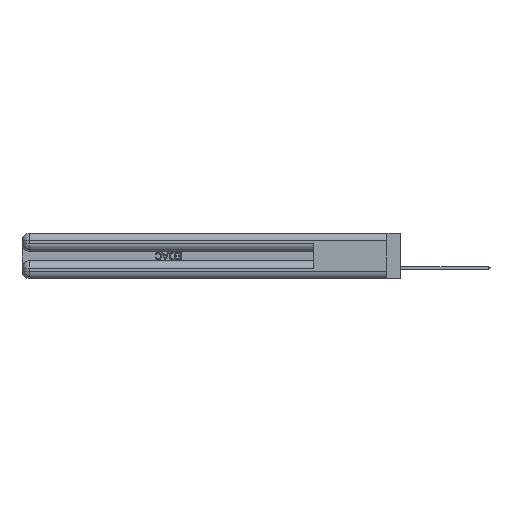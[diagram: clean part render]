
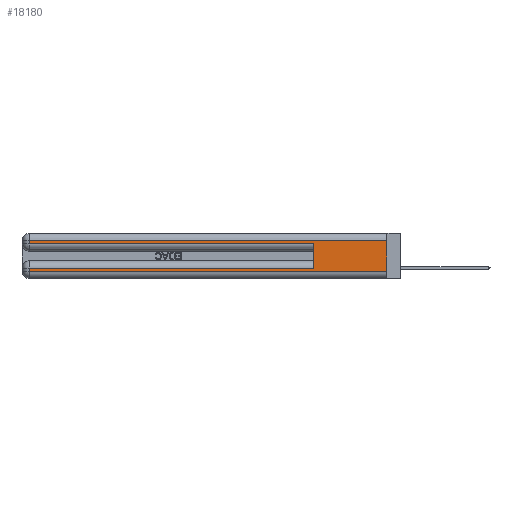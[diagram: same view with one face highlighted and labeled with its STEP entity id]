
A CAD part, left-side view. The second image highlights one B-rep face of the part: STEP entity #18180.
In plain terms, the highlighted planar face has unit normal (-1, 0, 0).
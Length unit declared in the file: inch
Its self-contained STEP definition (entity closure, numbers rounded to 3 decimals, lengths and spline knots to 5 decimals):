
#227 = CARTESIAN_POINT ( 'NONE',  ( 0., 0.6, 0.285 ) ) ;
#357 = VERTEX_POINT ( 'NONE', #40169 ) ;
#549 = ORIENTED_EDGE ( 'NONE', *, *, #13324, .T. ) ;
#637 = ORIENTED_EDGE ( 'NONE', *, *, #37176, .F. ) ;
#3390 = EDGE_LOOP ( 'NONE', ( #36338, #18211, #16814, #23997, #637, #40603, #40348, #549 ) ) ;
#4901 = VECTOR ( 'NONE', #16270, 39.37008 ) ;
#5710 = DIRECTION ( 'NONE',  ( 0., -1., 0. ) ) ;
#6668 = LINE ( 'NONE', #43611, #8936 ) ;
#7694 = VECTOR ( 'NONE', #5710, 39.37008 ) ;
#8936 = VECTOR ( 'NONE', #40317, 39.37008 ) ;
#9119 = VERTEX_POINT ( 'NONE', #13925 ) ;
#9951 = LINE ( 'NONE', #27483, #35369 ) ;
#10475 = DIRECTION ( 'NONE',  ( 0., 1., 0. ) ) ;
#10530 = DIRECTION ( 'NONE',  ( 0., 0., -1. ) ) ;
#10652 = LINE ( 'NONE', #34552, #4901 ) ;
#10968 = VERTEX_POINT ( 'NONE', #34615 ) ;
#12234 = PLANE ( 'NONE',  #36594 ) ;
#12552 = CARTESIAN_POINT ( 'NONE',  ( 0., 0.6, 0.145 ) ) ;
#13324 = EDGE_CURVE ( 'NONE', #357, #10968, #6668, .T. ) ;
#13925 = CARTESIAN_POINT ( 'NONE',  ( 0., 2.94, 0.31 ) ) ;
#14810 = EDGE_CURVE ( 'NONE', #38931, #9119, #9951, .T. ) ;
#16270 = DIRECTION ( 'NONE',  ( 0., 0., -1. ) ) ;
#16340 = DIRECTION ( 'NONE',  ( 0., 1., 0. ) ) ;
#16780 = DIRECTION ( 'NONE',  ( 1., 0., 0. ) ) ;
#16814 = ORIENTED_EDGE ( 'NONE', *, *, #46515, .T. ) ;
#18180 = ADVANCED_FACE ( 'NONE', ( #20080 ), #12234, .F. ) ;
#18211 = ORIENTED_EDGE ( 'NONE', *, *, #14810, .T. ) ;
#18962 = LINE ( 'NONE', #37583, #20735 ) ;
#20080 = FACE_OUTER_BOUND ( 'NONE', #3390, .T. ) ;
#20387 = CARTESIAN_POINT ( 'NONE',  ( 0., 0., 0.31 ) ) ;
#20735 = VECTOR ( 'NONE', #34701, 39.37008 ) ;
#21308 = LINE ( 'NONE', #12552, #46851 ) ;
#22003 = CARTESIAN_POINT ( 'NONE',  ( 0., 0.6, 0.085 ) ) ;
#23289 = VERTEX_POINT ( 'NONE', #26316 ) ;
#23997 = ORIENTED_EDGE ( 'NONE', *, *, #27486, .T. ) ;
#25531 = CARTESIAN_POINT ( 'NONE',  ( 0., 2.94, 0.37 ) ) ;
#26316 = CARTESIAN_POINT ( 'NONE',  ( 0., 2.94, 0.085 ) ) ;
#27355 = LINE ( 'NONE', #27827, #7694 ) ;
#27423 = DIRECTION ( 'NONE',  ( 0., 0., 1. ) ) ;
#27483 = CARTESIAN_POINT ( 'NONE',  ( 0., 0., 0.31 ) ) ;
#27486 = EDGE_CURVE ( 'NONE', #40004, #36183, #27355, .T. ) ;
#27594 = DIRECTION ( 'NONE',  ( 0., 0., -1. ) ) ;
#27827 = CARTESIAN_POINT ( 'NONE',  ( 0., 0., 0.285 ) ) ;
#28397 = EDGE_CURVE ( 'NONE', #38931, #10968, #10652, .T. ) ;
#28894 = CARTESIAN_POINT ( 'NONE',  ( 0., 0., 0.085 ) ) ;
#29568 = CARTESIAN_POINT ( 'NONE',  ( 0., 2.94, 0.285 ) ) ;
#32678 = VECTOR ( 'NONE', #10475, 39.37008 ) ;
#32705 = VECTOR ( 'NONE', #10530, 39.37008 ) ;
#34552 = CARTESIAN_POINT ( 'NONE',  ( 0., 0., 0.37 ) ) ;
#34615 = CARTESIAN_POINT ( 'NONE',  ( 0., 0., 0.06 ) ) ;
#34701 = DIRECTION ( 'NONE',  ( 0., 0., -1. ) ) ;
#35369 = VECTOR ( 'NONE', #16340, 39.37008 ) ;
#36183 = VERTEX_POINT ( 'NONE', #227 ) ;
#36338 = ORIENTED_EDGE ( 'NONE', *, *, #28397, .F. ) ;
#36594 = AXIS2_PLACEMENT_3D ( 'NONE', #38942, #16780, #27594 ) ;
#37176 = EDGE_CURVE ( 'NONE', #42132, #36183, #21308, .T. ) ;
#37583 = CARTESIAN_POINT ( 'NONE',  ( 0., 2.94, 0.37 ) ) ;
#37836 = LINE ( 'NONE', #25531, #32705 ) ;
#38931 = VERTEX_POINT ( 'NONE', #20387 ) ;
#38942 = CARTESIAN_POINT ( 'NONE',  ( 0., 0., 0.37 ) ) ;
#39744 = EDGE_CURVE ( 'NONE', #23289, #357, #37836, .T. ) ;
#40004 = VERTEX_POINT ( 'NONE', #29568 ) ;
#40169 = CARTESIAN_POINT ( 'NONE',  ( 0., 2.94, 0.06 ) ) ;
#40317 = DIRECTION ( 'NONE',  ( 0., -1., 0. ) ) ;
#40348 = ORIENTED_EDGE ( 'NONE', *, *, #39744, .T. ) ;
#40603 = ORIENTED_EDGE ( 'NONE', *, *, #43870, .T. ) ;
#42132 = VERTEX_POINT ( 'NONE', #22003 ) ;
#42503 = LINE ( 'NONE', #28894, #32678 ) ;
#43611 = CARTESIAN_POINT ( 'NONE',  ( 0., 0., 0.06 ) ) ;
#43870 = EDGE_CURVE ( 'NONE', #42132, #23289, #42503, .T. ) ;
#46515 = EDGE_CURVE ( 'NONE', #9119, #40004, #18962, .T. ) ;
#46851 = VECTOR ( 'NONE', #27423, 39.37008 ) ;
